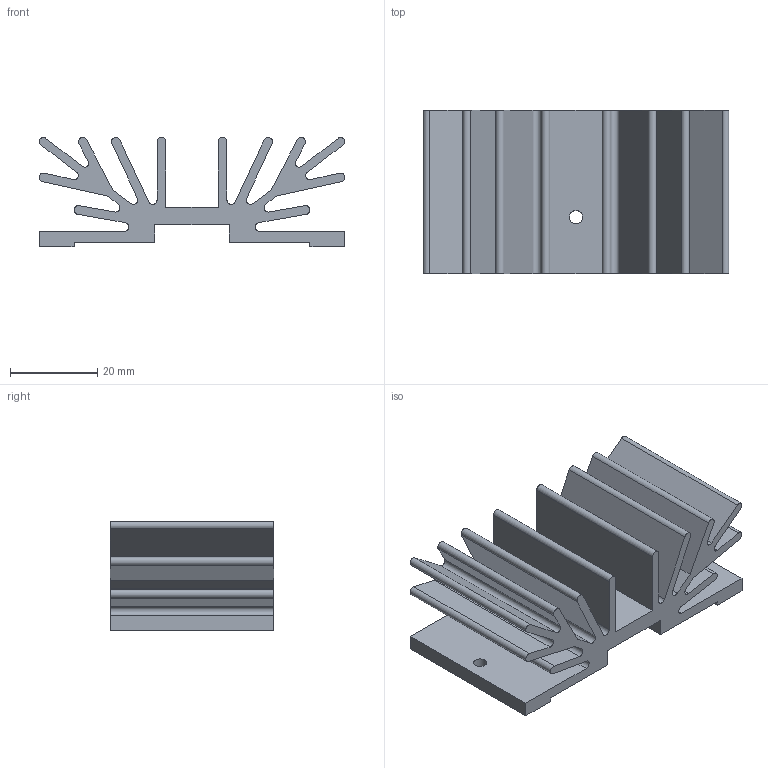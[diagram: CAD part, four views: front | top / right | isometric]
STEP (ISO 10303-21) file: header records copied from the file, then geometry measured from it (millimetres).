
FILE_DESCRIPTION(('FreeCAD Model'),'2;1');
FILE_NAME('Open CASCADE Shape Model','2025-05-29T15:43:43',(''),(''), 'Open CASCADE STEP processor 7.8','FreeCAD','Unknown');
FILE_SCHEMA(('AUTOMOTIVE_DESIGN { 1 0 10303 214 1 1 1 1 }'));
Length unit declared in the file: millimetre
Products named in the file (1): Heatsink
Bounding box: 70 x 37.5 x 25 mm (x, y, z)
Volume: 25632.4 mm3; surface area: 20134.4 mm2
Topology: 1 solids, 1 shells, 71 faces, 207 edges, 138 vertices
Faces by surface type: plane 44, cylinder 27
Full cylindrical faces by diameter (mm): 3 x3
Entity records: 2389 total; most frequent: CARTESIAN_POINT 417, ORIENTED_EDGE 414, DIRECTION 405, EDGE_CURVE 207, LINE 153, VECTOR 153, VERTEX_POINT 138, AXIS2_PLACEMENT_3D 126
